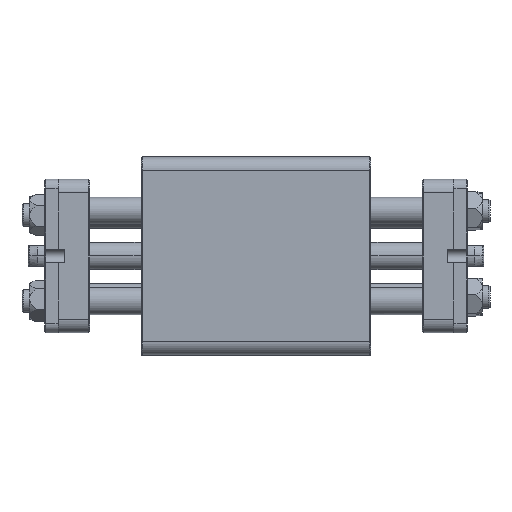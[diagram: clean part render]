
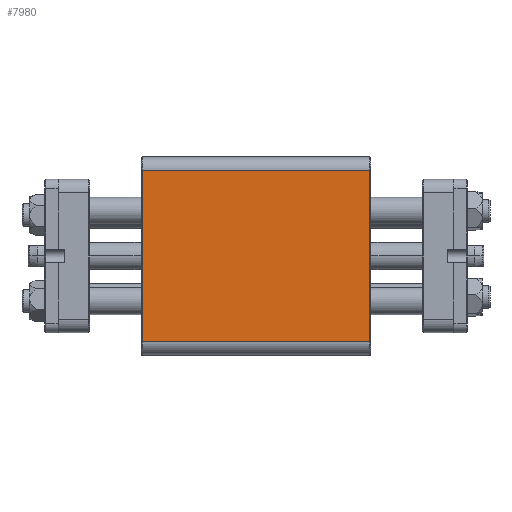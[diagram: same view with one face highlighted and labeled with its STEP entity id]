
A CAD part, front view. The second image highlights one B-rep face of the part: STEP entity #7980.
In plain terms, the highlighted planar face has unit normal (0, -1, 0).
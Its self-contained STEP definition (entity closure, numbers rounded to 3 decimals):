
#990 = VECTOR ( 'NONE', #11776, 1000. ) ;
#2842 = VECTOR ( 'NONE', #34978, 1000. ) ;
#5072 = CARTESIAN_POINT ( 'NONE',  ( 25.25, -15.5, 19. ) ) ;
#5594 = FACE_OUTER_BOUND ( 'NONE', #20370, .T. ) ;
#6543 = ORIENTED_EDGE ( 'NONE', *, *, #35468, .T. ) ;
#6993 = CARTESIAN_POINT ( 'NONE',  ( 25.5, -15.5, -19. ) ) ;
#7980 = ADVANCED_FACE ( 'NONE', ( #5594 ), #38349, .F. ) ;
#8672 = CARTESIAN_POINT ( 'NONE',  ( -25.25, -15.5, 22. ) ) ;
#9017 = EDGE_CURVE ( 'NONE', #21716, #32276, #29043, .T. ) ;
#10395 = DIRECTION ( 'NONE',  ( 0., 1., 0. ) ) ;
#11144 = ORIENTED_EDGE ( 'NONE', *, *, #9017, .T. ) ;
#11776 = DIRECTION ( 'NONE',  ( 0., 0., -1. ) ) ;
#14320 = VECTOR ( 'NONE', #28880, 1000. ) ;
#15793 = VERTEX_POINT ( 'NONE', #20452 ) ;
#16213 = CARTESIAN_POINT ( 'NONE',  ( 25.5, -15.5, 19. ) ) ;
#17324 = CARTESIAN_POINT ( 'NONE',  ( -25.25, -15.5, -19. ) ) ;
#17496 = LINE ( 'NONE', #16213, #2842 ) ;
#17594 = LINE ( 'NONE', #8672, #990 ) ;
#19792 = CARTESIAN_POINT ( 'NONE',  ( 25.25, -15.5, -19. ) ) ;
#20370 = EDGE_LOOP ( 'NONE', ( #24427, #6543, #11144, #21866 ) ) ;
#20452 = CARTESIAN_POINT ( 'NONE',  ( -25.25, -15.5, 19. ) ) ;
#20731 = EDGE_CURVE ( 'NONE', #30722, #15793, #17496, .T. ) ;
#21716 = VERTEX_POINT ( 'NONE', #17324 ) ;
#21866 = ORIENTED_EDGE ( 'NONE', *, *, #36106, .T. ) ;
#24427 = ORIENTED_EDGE ( 'NONE', *, *, #20731, .T. ) ;
#25383 = AXIS2_PLACEMENT_3D ( 'NONE', #29168, #10395, #32345 ) ;
#26971 = DIRECTION ( 'NONE',  ( 0., 0., 1. ) ) ;
#27150 = CARTESIAN_POINT ( 'NONE',  ( 25.25, -15.5, 19. ) ) ;
#28880 = DIRECTION ( 'NONE',  ( 1., 0., 0. ) ) ;
#29043 = LINE ( 'NONE', #6993, #14320 ) ;
#29168 = CARTESIAN_POINT ( 'NONE',  ( 25.5, -15.5, 22. ) ) ;
#30722 = VERTEX_POINT ( 'NONE', #27150 ) ;
#31866 = VECTOR ( 'NONE', #26971, 1000. ) ;
#32276 = VERTEX_POINT ( 'NONE', #19792 ) ;
#32345 = DIRECTION ( 'NONE',  ( 0., 0., 1. ) ) ;
#34978 = DIRECTION ( 'NONE',  ( -1., 0., 0. ) ) ;
#35468 = EDGE_CURVE ( 'NONE', #15793, #21716, #17594, .T. ) ;
#36106 = EDGE_CURVE ( 'NONE', #32276, #30722, #40171, .T. ) ;
#38349 = PLANE ( 'NONE',  #25383 ) ;
#40171 = LINE ( 'NONE', #5072, #31866 ) ;
